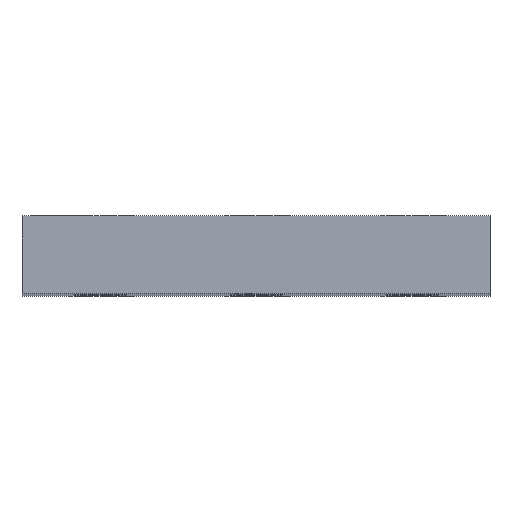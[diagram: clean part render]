
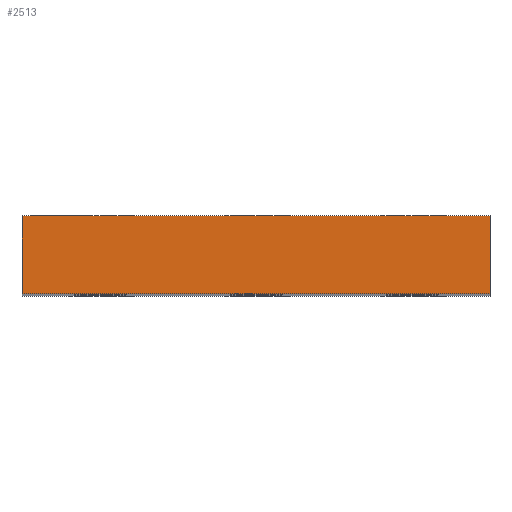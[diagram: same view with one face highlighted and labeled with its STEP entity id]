
A CAD part, top view. The second image highlights one B-rep face of the part: STEP entity #2513.
In plain terms, the highlighted planar face has unit normal (0, 0, 1).
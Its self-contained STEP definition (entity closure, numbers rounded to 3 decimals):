
#207=DIRECTION('',(0.,-1.,0.));
#208=VECTOR('',#207,15.);
#209=CARTESIAN_POINT('',(147.263,-163.01,177.994));
#210=LINE('',#209,#208);
#221=DIRECTION('',(1.,0.,0.));
#222=VECTOR('',#221,90.);
#223=CARTESIAN_POINT('',(147.263,-178.01,177.994));
#224=LINE('',#223,#222);
#475=DIRECTION('',(0.,1.,0.));
#476=VECTOR('',#475,15.);
#477=CARTESIAN_POINT('',(237.263,-178.01,177.994));
#478=LINE('',#477,#476);
#496=DIRECTION('',(-1.,0.,0.));
#497=VECTOR('',#496,90.);
#498=CARTESIAN_POINT('',(237.263,-163.01,177.994));
#499=LINE('',#498,#497);
#2016=CARTESIAN_POINT('',(147.263,-178.01,177.994));
#2018=VERTEX_POINT('',#2016);
#2022=CARTESIAN_POINT('',(147.263,-163.01,177.994));
#2023=VERTEX_POINT('',#2022);
#2025=CARTESIAN_POINT('',(237.263,-178.01,177.994));
#2027=VERTEX_POINT('',#2025);
#2094=CARTESIAN_POINT('',(237.263,-163.01,177.994));
#2095=VERTEX_POINT('',#2094);
#2501=CARTESIAN_POINT('',(192.263,-170.51,177.994));
#2502=DIRECTION('',(0.,0.,1.));
#2503=DIRECTION('',(1.,0.,0.));
#2504=AXIS2_PLACEMENT_3D('',#2501,#2502,#2503);
#2505=PLANE('',#2504);
#2507=ORIENTED_EDGE('',*,*,#2506,.F.);
#2508=ORIENTED_EDGE('',*,*,#2485,.F.);
#2509=ORIENTED_EDGE('',*,*,#2377,.F.);
#2510=ORIENTED_EDGE('',*,*,#2355,.F.);
#2511=EDGE_LOOP('',(#2507,#2508,#2509,#2510));
#2512=FACE_OUTER_BOUND('',#2511,.F.);
#2355=EDGE_CURVE('',#2023,#2018,#210,.T.);
#2377=EDGE_CURVE('',#2018,#2027,#224,.T.);
#2485=EDGE_CURVE('',#2027,#2095,#478,.T.);
#2506=EDGE_CURVE('',#2095,#2023,#499,.T.);
#2513=ADVANCED_FACE('',(#2512),#2505,.T.);
